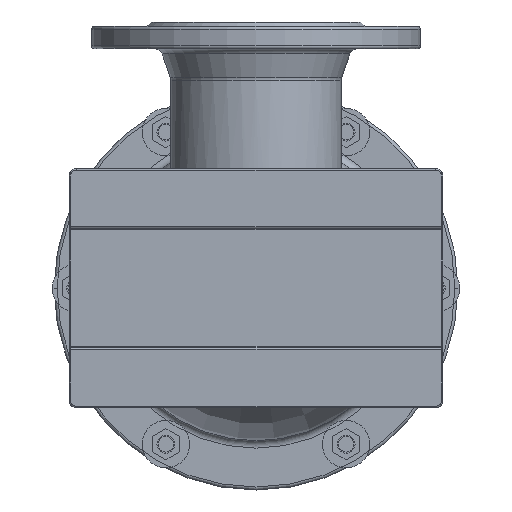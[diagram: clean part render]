
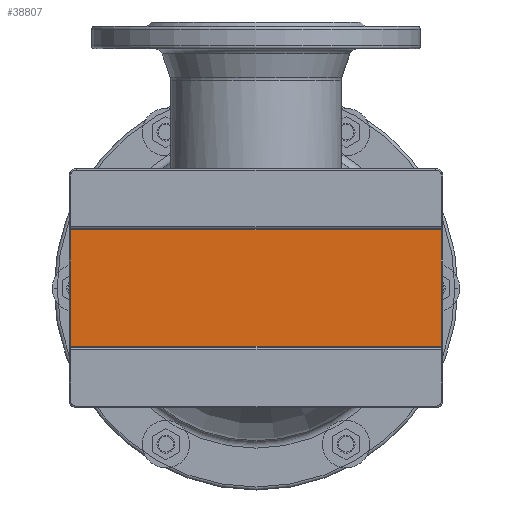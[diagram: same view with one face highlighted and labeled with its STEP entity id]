
A CAD part, front view. The second image highlights one B-rep face of the part: STEP entity #38807.
In plain terms, the highlighted planar face has unit normal (0, -1, 0).
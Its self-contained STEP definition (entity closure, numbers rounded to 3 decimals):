
#1017 = AXIS2_PLACEMENT_3D ( 'NONE', #27278, #59097, #28098 ) ;
#4341 = CARTESIAN_POINT ( 'NONE',  ( -127.801, -1018.527, 0. ) ) ;
#6870 = VERTEX_POINT ( 'NONE', #79020 ) ;
#8347 = ORIENTED_EDGE ( 'NONE', *, *, #65418, .T. ) ;
#13060 = ORIENTED_EDGE ( 'NONE', *, *, #34067, .T. ) ;
#17891 = DIRECTION ( 'NONE',  ( -1., 0., 0. ) ) ;
#18921 = VERTEX_POINT ( 'NONE', #54469 ) ;
#19367 = LINE ( 'NONE', #39998, #20073 ) ;
#20073 = VECTOR ( 'NONE', #56884, 1000. ) ;
#20371 = CARTESIAN_POINT ( 'NONE',  ( -375.801, -1018.527, -39. ) ) ;
#27278 = CARTESIAN_POINT ( 'NONE',  ( -126.801, -1018.527, 0. ) ) ;
#27693 = LINE ( 'NONE', #46476, #52296 ) ;
#28098 = DIRECTION ( 'NONE',  ( 0., 0., 1. ) ) ;
#28745 = EDGE_CURVE ( 'NONE', #37556, #18921, #75375, .T. ) ;
#31142 = VECTOR ( 'NONE', #63573, 1000. ) ;
#34067 = EDGE_CURVE ( 'NONE', #57926, #6870, #27693, .T. ) ;
#37442 = CARTESIAN_POINT ( 'NONE',  ( -127.801, -1018.527, 39. ) ) ;
#37556 = VERTEX_POINT ( 'NONE', #20371 ) ;
#38807 = ADVANCED_FACE ( 'NONE', ( #71346 ), #53354, .T. ) ;
#39998 = CARTESIAN_POINT ( 'NONE',  ( -375.801, -1018.527, -40. ) ) ;
#41374 = DIRECTION ( 'NONE',  ( 0., 0., 1. ) ) ;
#43979 = CARTESIAN_POINT ( 'NONE',  ( -126.801, -1018.527, -39. ) ) ;
#44592 = EDGE_LOOP ( 'NONE', ( #8347, #13060, #62035, #60145 ) ) ;
#46476 = CARTESIAN_POINT ( 'NONE',  ( -376.801, -1018.527, 39. ) ) ;
#52151 = EDGE_CURVE ( 'NONE', #6870, #37556, #19367, .T. ) ;
#52296 = VECTOR ( 'NONE', #17891, 1000. ) ;
#53354 = PLANE ( 'NONE',  #1017 ) ;
#54469 = CARTESIAN_POINT ( 'NONE',  ( -127.801, -1018.527, -39. ) ) ;
#56884 = DIRECTION ( 'NONE',  ( 0., 0., -1. ) ) ;
#57926 = VERTEX_POINT ( 'NONE', #37442 ) ;
#59097 = DIRECTION ( 'NONE',  ( 0., -1., 0. ) ) ;
#60145 = ORIENTED_EDGE ( 'NONE', *, *, #28745, .T. ) ;
#61373 = LINE ( 'NONE', #4341, #61793 ) ;
#61793 = VECTOR ( 'NONE', #41374, 1000. ) ;
#62035 = ORIENTED_EDGE ( 'NONE', *, *, #52151, .T. ) ;
#63573 = DIRECTION ( 'NONE',  ( 1., 0., 0. ) ) ;
#65418 = EDGE_CURVE ( 'NONE', #18921, #57926, #61373, .T. ) ;
#71346 = FACE_OUTER_BOUND ( 'NONE', #44592, .T. ) ;
#75375 = LINE ( 'NONE', #43979, #31142 ) ;
#79020 = CARTESIAN_POINT ( 'NONE',  ( -375.801, -1018.527, 39. ) ) ;
